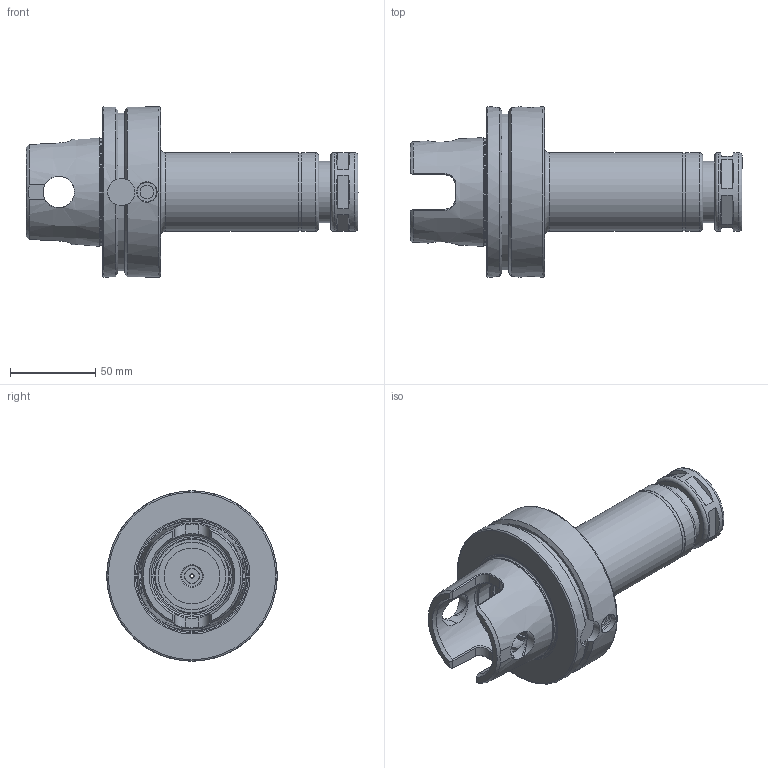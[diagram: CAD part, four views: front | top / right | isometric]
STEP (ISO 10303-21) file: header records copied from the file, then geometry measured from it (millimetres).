
FILE_DESCRIPTION((''),'2;1');
FILE_NAME('126011322150-3D.stp','2020-07-23T19:02:02',('nttooll'),(''),'Autodesk Inventor 2012','Autodesk Inventor 2012','');
FILE_SCHEMA(('AUTOMOTIVE_DESIGN { 1 0 10303 214 1 1 1 1 }'));
Length unit declared in the file: millimetre
Products named in the file (1): 126011322150-3D
Bounding box: 195 x 100 x 100 mm (x, y, z)
Volume: 431288.7 mm3; surface area: 72314.3 mm2
Topology: 1 solids, 2 shells, 181 faces, 392 edges, 245 vertices
Faces by surface type: plane 71, cylinder 50, cone 27, bspline 20, torus 13
Full cylindrical faces by diameter (mm): 2.5 x1, 8 x2, 8.5 x1, 9 x1, 11.2 x2, 12 x4, 16 x2, 17.5 x1, 18 x1, 18.5 x2, 21.8 x1, 21.9 x1, 22.3 x1, 23 x2, 24 x1, 28 x1, 30.4 x1, 31.2 x2, 32.5 x1, 32.6 x1, 36 x2, 44 x1, 45.6 x1, 46 x2, 46.3 x1, 48 x1, 63.3 x1, 100 x2
Entity records: 5236 total; most frequent: CARTESIAN_POINT 1824, DIRECTION 646, ORIENTED_EDGE 606, EDGE_CURVE 303, AXIS2_PLACEMENT_3D 299, EDGE_LOOP 294, VERTEX_POINT 231, FACE_OUTER_BOUND 181
